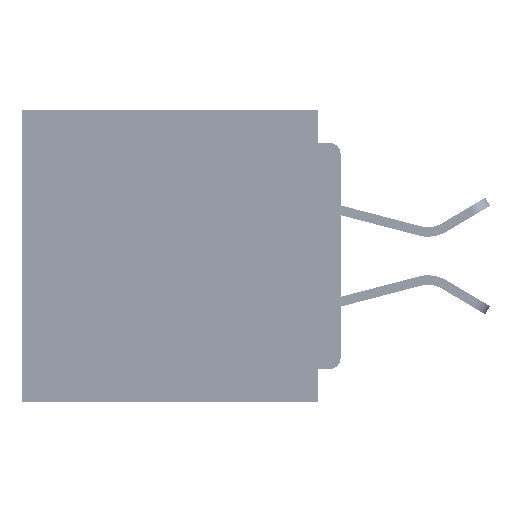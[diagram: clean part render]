
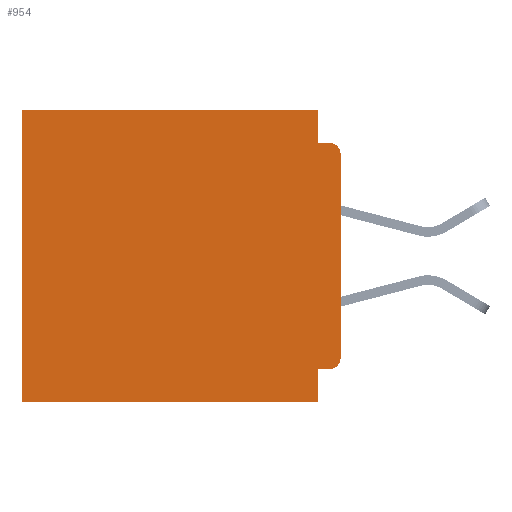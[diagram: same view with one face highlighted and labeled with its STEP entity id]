
A CAD part, left-side view. The second image highlights one B-rep face of the part: STEP entity #954.
In plain terms, the highlighted planar face has unit normal (-1, 0, 0).
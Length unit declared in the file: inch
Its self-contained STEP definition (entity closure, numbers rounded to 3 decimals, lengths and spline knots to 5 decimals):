
#67 = DIRECTION ( 'NONE',  ( 0., 0., -1. ) ) ;
#607 = VECTOR ( 'NONE', #55543, 39.37008 ) ;
#772 = VERTEX_POINT ( 'NONE', #9793 ) ;
#796 = EDGE_CURVE ( 'NONE', #13819, #13687, #5546, .T. ) ;
#954 = ADVANCED_FACE ( 'NONE', ( #65870 ), #27919, .F. ) ;
#1054 = VERTEX_POINT ( 'NONE', #21189 ) ;
#1375 = EDGE_CURVE ( 'NONE', #772, #11250, #67513, .T. ) ;
#2314 = LINE ( 'NONE', #12112, #607 ) ;
#2710 = ORIENTED_EDGE ( 'NONE', *, *, #41097, .F. ) ;
#3802 = CIRCLE ( 'NONE', #18258, 0.015 ) ;
#4778 = CARTESIAN_POINT ( 'NONE',  ( 0.3, 0., 0. ) ) ;
#5293 = DIRECTION ( 'NONE',  ( -1., 0., 0. ) ) ;
#5418 = CARTESIAN_POINT ( 'NONE',  ( 0.3, 0., -0.4 ) ) ;
#5546 = LINE ( 'NONE', #38711, #48918 ) ;
#5554 = VECTOR ( 'NONE', #29090, 39.37008 ) ;
#6145 = VERTEX_POINT ( 'NONE', #46265 ) ;
#7525 = EDGE_CURVE ( 'NONE', #13819, #1054, #39613, .T. ) ;
#8092 = CARTESIAN_POINT ( 'NONE',  ( 0.3, 0.437, -0.4 ) ) ;
#9302 = EDGE_CURVE ( 'NONE', #56608, #17208, #2314, .T. ) ;
#9793 = CARTESIAN_POINT ( 'NONE',  ( 0.3, 0.015, -0.355 ) ) ;
#9872 = DIRECTION ( 'NONE',  ( -1., 0., 0. ) ) ;
#10027 = DIRECTION ( 'NONE',  ( 0., 1., 0. ) ) ;
#11127 = EDGE_CURVE ( 'NONE', #1054, #15721, #64074, .T. ) ;
#11250 = VERTEX_POINT ( 'NONE', #20233 ) ;
#11865 = VECTOR ( 'NONE', #64368, 39.37008 ) ;
#12112 = CARTESIAN_POINT ( 'NONE',  ( 0.3, 0.031, -0.4 ) ) ;
#13687 = VERTEX_POINT ( 'NONE', #24906 ) ;
#13819 = VERTEX_POINT ( 'NONE', #17875 ) ;
#14709 = ORIENTED_EDGE ( 'NONE', *, *, #30230, .F. ) ;
#15721 = VERTEX_POINT ( 'NONE', #28976 ) ;
#15774 = DIRECTION ( 'NONE',  ( 0., 1., 0. ) ) ;
#16190 = ORIENTED_EDGE ( 'NONE', *, *, #1375, .T. ) ;
#17208 = VERTEX_POINT ( 'NONE', #26023 ) ;
#17875 = CARTESIAN_POINT ( 'NONE',  ( 0.3, 0.031, 0. ) ) ;
#18258 = AXIS2_PLACEMENT_3D ( 'NONE', #37867, #5293, #43342 ) ;
#19253 = VECTOR ( 'NONE', #66859, 39.37008 ) ;
#20233 = CARTESIAN_POINT ( 'NONE',  ( 0.3, 0., -0.34 ) ) ;
#21189 = CARTESIAN_POINT ( 'NONE',  ( 0.3, 0.437, 0. ) ) ;
#24906 = CARTESIAN_POINT ( 'NONE',  ( 0.3, 0.031, -0.045 ) ) ;
#26023 = CARTESIAN_POINT ( 'NONE',  ( 0.3, 0.031, -0.4 ) ) ;
#26393 = CARTESIAN_POINT ( 'NONE',  ( 0.3, 0., -0.4 ) ) ;
#27919 = PLANE ( 'NONE',  #30419 ) ;
#28757 = DIRECTION ( 'NONE',  ( 0., 0., -1. ) ) ;
#28865 = CARTESIAN_POINT ( 'NONE',  ( 0.3, 0., -0.045 ) ) ;
#28976 = CARTESIAN_POINT ( 'NONE',  ( 0.3, 0.437, -0.4 ) ) ;
#29090 = DIRECTION ( 'NONE',  ( 0., 0., -1. ) ) ;
#29371 = EDGE_CURVE ( 'NONE', #772, #56608, #61672, .T. ) ;
#30230 = EDGE_CURVE ( 'NONE', #13687, #32780, #49803, .T. ) ;
#30419 = AXIS2_PLACEMENT_3D ( 'NONE', #5418, #30732, #59867 ) ;
#30732 = DIRECTION ( 'NONE',  ( 1., 0., 0. ) ) ;
#32780 = VERTEX_POINT ( 'NONE', #52960 ) ;
#35910 = ORIENTED_EDGE ( 'NONE', *, *, #796, .F. ) ;
#37867 = CARTESIAN_POINT ( 'NONE',  ( 0.3, 0.015, -0.06 ) ) ;
#38640 = CARTESIAN_POINT ( 'NONE',  ( 0.3, 0.015, -0.34 ) ) ;
#38711 = CARTESIAN_POINT ( 'NONE',  ( 0.3, 0.031, 0. ) ) ;
#39613 = LINE ( 'NONE', #4778, #66753 ) ;
#40383 = ORIENTED_EDGE ( 'NONE', *, *, #50328, .F. ) ;
#40989 = ORIENTED_EDGE ( 'NONE', *, *, #7525, .T. ) ;
#41097 = EDGE_CURVE ( 'NONE', #6145, #11250, #63370, .T. ) ;
#43342 = DIRECTION ( 'NONE',  ( 0., 0., -1. ) ) ;
#46149 = ORIENTED_EDGE ( 'NONE', *, *, #62368, .T. ) ;
#46265 = CARTESIAN_POINT ( 'NONE',  ( 0.3, 0., -0.06 ) ) ;
#47277 = VECTOR ( 'NONE', #10027, 39.37008 ) ;
#48918 = VECTOR ( 'NONE', #28757, 39.37008 ) ;
#49630 = VECTOR ( 'NONE', #51559, 39.37008 ) ;
#49803 = LINE ( 'NONE', #28865, #19253 ) ;
#50328 = EDGE_CURVE ( 'NONE', #17208, #15721, #64499, .T. ) ;
#50722 = CARTESIAN_POINT ( 'NONE',  ( 0.3, 0., -0.4 ) ) ;
#51559 = DIRECTION ( 'NONE',  ( 0., 0., -1. ) ) ;
#52960 = CARTESIAN_POINT ( 'NONE',  ( 0.3, 0.015, -0.045 ) ) ;
#55543 = DIRECTION ( 'NONE',  ( 0., 0., -1. ) ) ;
#56608 = VERTEX_POINT ( 'NONE', #67455 ) ;
#57865 = ORIENTED_EDGE ( 'NONE', *, *, #9302, .F. ) ;
#58196 = AXIS2_PLACEMENT_3D ( 'NONE', #38640, #9872, #67 ) ;
#58656 = CARTESIAN_POINT ( 'NONE',  ( 0.3, 0., -0.355 ) ) ;
#59867 = DIRECTION ( 'NONE',  ( 0., 0., -1. ) ) ;
#61600 = ORIENTED_EDGE ( 'NONE', *, *, #11127, .T. ) ;
#61647 = EDGE_LOOP ( 'NONE', ( #2710, #46149, #14709, #35910, #40989, #61600, #40383, #57865, #62685, #16190 ) ) ;
#61672 = LINE ( 'NONE', #58656, #47277 ) ;
#62368 = EDGE_CURVE ( 'NONE', #6145, #32780, #3802, .T. ) ;
#62685 = ORIENTED_EDGE ( 'NONE', *, *, #29371, .F. ) ;
#63370 = LINE ( 'NONE', #50722, #5554 ) ;
#64074 = LINE ( 'NONE', #8092, #49630 ) ;
#64368 = DIRECTION ( 'NONE',  ( 0., 1., 0. ) ) ;
#64499 = LINE ( 'NONE', #26393, #11865 ) ;
#65870 = FACE_OUTER_BOUND ( 'NONE', #61647, .T. ) ;
#66753 = VECTOR ( 'NONE', #15774, 39.37008 ) ;
#66859 = DIRECTION ( 'NONE',  ( 0., -1., 0. ) ) ;
#67455 = CARTESIAN_POINT ( 'NONE',  ( 0.3, 0.031, -0.355 ) ) ;
#67513 = CIRCLE ( 'NONE', #58196, 0.015 ) ;
